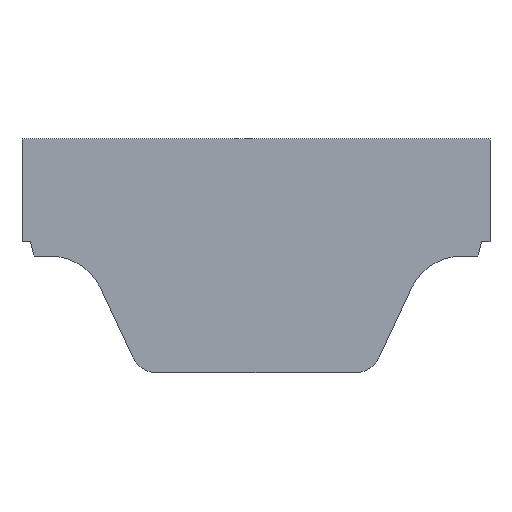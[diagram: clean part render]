
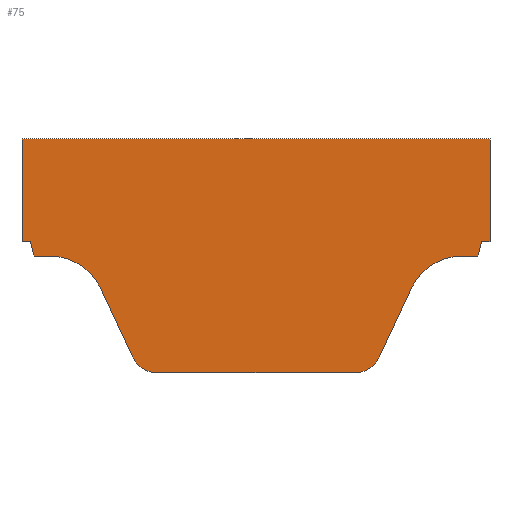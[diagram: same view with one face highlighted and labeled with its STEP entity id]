
A CAD part, front view. The second image highlights one B-rep face of the part: STEP entity #75.
In plain terms, the highlighted planar face has unit normal (0, -1, 0).
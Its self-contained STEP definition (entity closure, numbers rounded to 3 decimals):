
#75=ADVANCED_FACE('',(#145),#146,.T.);
#145=FACE_OUTER_BOUND('',#207,.T.);
#146=PLANE('',#208);
#207=EDGE_LOOP('',(#343,#344,#345,#346,#347,#348,#349,#350,#351,#352,#353,#354,#355,#356,#357,#358));
#208=AXIS2_PLACEMENT_3D('',#359,#360,#361);
#343=ORIENTED_EDGE('',*,*,#384,.F.);
#344=ORIENTED_EDGE('',*,*,#445,.F.);
#345=ORIENTED_EDGE('',*,*,#441,.F.);
#346=ORIENTED_EDGE('',*,*,#437,.F.);
#347=ORIENTED_EDGE('',*,*,#433,.F.);
#348=ORIENTED_EDGE('',*,*,#429,.F.);
#349=ORIENTED_EDGE('',*,*,#425,.F.);
#350=ORIENTED_EDGE('',*,*,#421,.F.);
#351=ORIENTED_EDGE('',*,*,#417,.F.);
#352=ORIENTED_EDGE('',*,*,#413,.F.);
#353=ORIENTED_EDGE('',*,*,#409,.F.);
#354=ORIENTED_EDGE('',*,*,#405,.F.);
#355=ORIENTED_EDGE('',*,*,#401,.F.);
#356=ORIENTED_EDGE('',*,*,#397,.F.);
#357=ORIENTED_EDGE('',*,*,#393,.F.);
#358=ORIENTED_EDGE('',*,*,#389,.F.);
#359=CARTESIAN_POINT('',(0.,-50.0,-0.4));
#360=DIRECTION('',(0.0,-1.0,0.0));
#361=DIRECTION('',(1.0,0.0,0.0));
#384=EDGE_CURVE('',#451,#452,#453,.T.);
#389=EDGE_CURVE('',#452,#460,#461,.T.);
#393=EDGE_CURVE('',#460,#466,#467,.T.);
#397=EDGE_CURVE('',#466,#472,#473,.T.);
#401=EDGE_CURVE('',#472,#478,#479,.T.);
#405=EDGE_CURVE('',#478,#484,#485,.T.);
#409=EDGE_CURVE('',#484,#490,#491,.T.);
#413=EDGE_CURVE('',#490,#496,#497,.T.);
#417=EDGE_CURVE('',#496,#502,#503,.T.);
#421=EDGE_CURVE('',#502,#508,#509,.T.);
#425=EDGE_CURVE('',#508,#514,#515,.T.);
#429=EDGE_CURVE('',#514,#520,#521,.T.);
#433=EDGE_CURVE('',#520,#526,#527,.T.);
#437=EDGE_CURVE('',#526,#532,#533,.T.);
#441=EDGE_CURVE('',#532,#538,#539,.T.);
#445=EDGE_CURVE('',#538,#451,#544,.T.);
#451=VERTEX_POINT('',#550);
#452=VERTEX_POINT('',#551);
#453=CIRCLE('',#552,0.6);
#460=VERTEX_POINT('',#561);
#461=LINE('',#562,#563);
#466=VERTEX_POINT('',#570);
#467=CIRCLE('',#571,1.2);
#472=VERTEX_POINT('',#577);
#473=LINE('',#578,#579);
#478=VERTEX_POINT('',#586);
#479=LINE('',#587,#588);
#484=VERTEX_POINT('',#595);
#485=LINE('',#596,#597);
#490=VERTEX_POINT('',#604);
#491=LINE('',#605,#606);
#496=VERTEX_POINT('',#613);
#497=LINE('',#614,#615);
#502=VERTEX_POINT('',#622);
#503=LINE('',#623,#624);
#508=VERTEX_POINT('',#631);
#509=LINE('',#632,#633);
#514=VERTEX_POINT('',#640);
#515=LINE('',#641,#642);
#520=VERTEX_POINT('',#649);
#521=LINE('',#650,#651);
#526=VERTEX_POINT('',#658);
#527=CIRCLE('',#659,1.2);
#532=VERTEX_POINT('',#665);
#533=LINE('',#666,#667);
#538=VERTEX_POINT('',#674);
#539=CIRCLE('',#675,0.6);
#544=LINE('',#681,#682);
#550=CARTESIAN_POINT('',(-2.094,-50.0,-3.35));
#551=CARTESIAN_POINT('',(-2.638,-50.0,-3.004));
#552=AXIS2_PLACEMENT_3D('',#688,#689,#690);
#561=CARTESIAN_POINT('',(-3.319,-50.0,-1.543));
#562=CARTESIAN_POINT('',(-2.638,-50.0,-3.004));
#563=VECTOR('',#696,1.0);
#570=CARTESIAN_POINT('',(-4.407,-50.0,-0.85));
#571=AXIS2_PLACEMENT_3D('',#699,#700,#701);
#577=CARTESIAN_POINT('',(-4.743,-50.0,-0.85));
#578=CARTESIAN_POINT('',(-4.407,-50.0,-0.85));
#579=VECTOR('',#706,1.0);
#586=CARTESIAN_POINT('',(-4.823,-50.0,-0.55));
#587=CARTESIAN_POINT('',(-4.743,-50.0,-0.85));
#588=VECTOR('',#709,1.0);
#595=CARTESIAN_POINT('',(-5.0,-50.0,-0.55));
#596=CARTESIAN_POINT('',(-4.823,-50.0,-0.55));
#597=VECTOR('',#712,1.0);
#604=CARTESIAN_POINT('',(-5.0,-50.0,1.65));
#605=CARTESIAN_POINT('',(-5.0,-50.0,-0.55));
#606=VECTOR('',#715,1.0);
#613=CARTESIAN_POINT('',(5.0,-50.0,1.65));
#614=CARTESIAN_POINT('',(-5.0,-50.0,1.65));
#615=VECTOR('',#718,1.0);
#622=CARTESIAN_POINT('',(5.0,-50.0,-0.55));
#623=CARTESIAN_POINT('',(5.0,-50.0,1.65));
#624=VECTOR('',#721,1.0);
#631=CARTESIAN_POINT('',(4.823,-50.0,-0.55));
#632=CARTESIAN_POINT('',(5.0,-50.0,-0.55));
#633=VECTOR('',#724,1.0);
#640=CARTESIAN_POINT('',(4.743,-50.0,-0.85));
#641=CARTESIAN_POINT('',(4.823,-50.0,-0.55));
#642=VECTOR('',#727,1.0);
#649=CARTESIAN_POINT('',(4.407,-50.0,-0.85));
#650=CARTESIAN_POINT('',(4.743,-50.0,-0.85));
#651=VECTOR('',#730,1.0);
#658=CARTESIAN_POINT('',(3.319,-50.0,-1.543));
#659=AXIS2_PLACEMENT_3D('',#733,#734,#735);
#665=CARTESIAN_POINT('',(2.638,-50.0,-3.004));
#666=CARTESIAN_POINT('',(3.319,-50.0,-1.543));
#667=VECTOR('',#740,1.0);
#674=CARTESIAN_POINT('',(2.094,-50.0,-3.35));
#675=AXIS2_PLACEMENT_3D('',#743,#744,#745);
#681=CARTESIAN_POINT('',(2.094,-50.0,-3.35));
#682=VECTOR('',#750,1.0);
#688=CARTESIAN_POINT('',(-2.094,-50.0,-2.75));
#689=DIRECTION('',(0.0,1.0,-0.0));
#690=DIRECTION('',(-0.906,-0.0,-0.423));
#696=DIRECTION('',(-0.423,0.0,0.906));
#699=CARTESIAN_POINT('',(-4.407,-50.0,-2.05));
#700=DIRECTION('',(0.0,-1.0,0.0));
#701=DIRECTION('',(0.906,0.0,0.423));
#706=DIRECTION('',(-1.0,0.0,0.0));
#709=DIRECTION('',(-0.259,0.0,0.966));
#712=DIRECTION('',(-1.0,0.0,0.0));
#715=DIRECTION('',(0.0,0.0,1.0));
#718=DIRECTION('',(1.0,0.0,0.0));
#721=DIRECTION('',(0.0,0.0,-1.0));
#724=DIRECTION('',(-1.0,0.0,0.0));
#727=DIRECTION('',(-0.259,-0.0,-0.966));
#730=DIRECTION('',(-1.0,0.0,0.0));
#733=CARTESIAN_POINT('',(4.407,-50.0,-2.05));
#734=DIRECTION('',(0.0,-1.0,0.0));
#735=DIRECTION('',(0.,0.0,1.0));
#740=DIRECTION('',(-0.423,-0.0,-0.906));
#743=CARTESIAN_POINT('',(2.094,-50.0,-2.75));
#744=DIRECTION('',(-0.0,1.0,0.0));
#745=DIRECTION('',(0.,0.0,-1.0));
#750=DIRECTION('',(-1.0,0.0,0.0));
